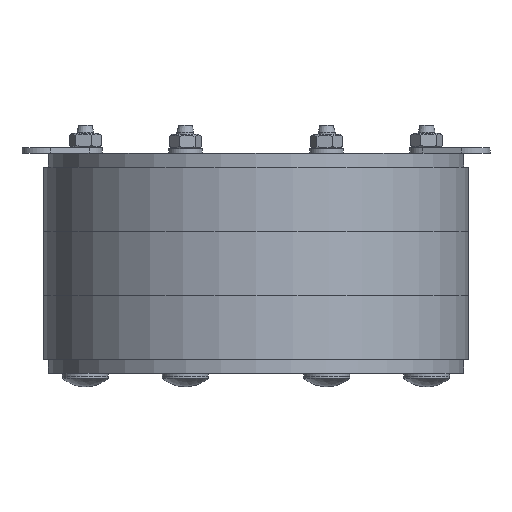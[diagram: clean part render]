
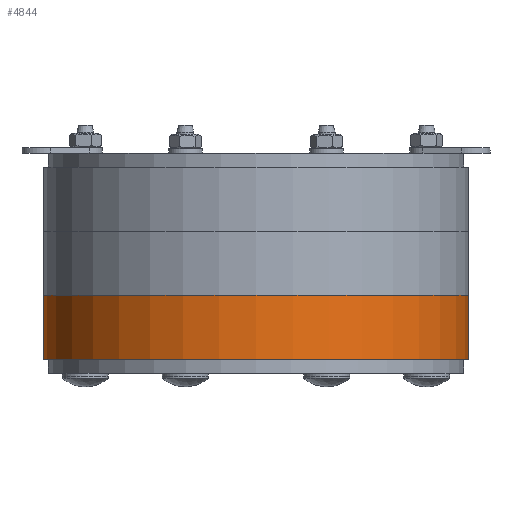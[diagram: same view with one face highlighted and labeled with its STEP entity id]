
A CAD part, front view. The second image highlights one B-rep face of the part: STEP entity #4844.
In plain terms, the highlighted cylindrical face has radius 76.25 mm (diameter 152.5 mm), a partial arc.
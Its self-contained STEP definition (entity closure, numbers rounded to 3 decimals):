
#553=FACE_OUTER_BOUND('',#845,.T.);
#845=EDGE_LOOP('',(#3813,#3814,#3815,#3816));
#1191=LINE('',#8113,#1585);
#1195=LINE('',#8122,#1589);
#1585=VECTOR('',#6587,10.);
#1589=VECTOR('',#6593,10.);
#1939=CIRCLE('',#5588,76.25);
#1950=CIRCLE('',#5605,76.25);
#2259=VERTEX_POINT('',#8111);
#2260=VERTEX_POINT('',#8112);
#2263=VERTEX_POINT('',#8120);
#2264=VERTEX_POINT('',#8121);
#2803=EDGE_CURVE('',#2259,#2260,#1191,.T.);
#2807=EDGE_CURVE('',#2263,#2264,#1195,.T.);
#2811=EDGE_CURVE('',#2263,#2260,#1939,.T.);
#2826=EDGE_CURVE('',#2264,#2259,#1950,.T.);
#3813=ORIENTED_EDGE('',*,*,#2807,.T.);
#3814=ORIENTED_EDGE('',*,*,#2826,.T.);
#3815=ORIENTED_EDGE('',*,*,#2803,.T.);
#3816=ORIENTED_EDGE('',*,*,#2811,.F.);
#4525=CYLINDRICAL_SURFACE('',#5604,76.25);
#4844=ADVANCED_FACE('',(#553),#4525,.T.);
#5588=AXIS2_PLACEMENT_3D('',#8129,#6599,#6600);
#5604=AXIS2_PLACEMENT_3D('',#8157,#6635,#6636);
#5605=AXIS2_PLACEMENT_3D('',#8158,#6637,#6638);
#6587=DIRECTION('',(0.,0.,1.));
#6593=DIRECTION('',(0.,0.,-1.));
#6599=DIRECTION('center_axis',(0.,0.,1.));
#6600=DIRECTION('ref_axis',(1.,0.,0.));
#6635=DIRECTION('center_axis',(0.,0.,1.));
#6636=DIRECTION('ref_axis',(1.,0.,0.));
#6637=DIRECTION('center_axis',(0.,0.,1.));
#6638=DIRECTION('ref_axis',(1.,0.,0.));
#8111=CARTESIAN_POINT('',(-76.25,0.,0.));
#8112=CARTESIAN_POINT('',(-76.25,0.,23.));
#8113=CARTESIAN_POINT('',(-76.25,0.,0.));
#8120=CARTESIAN_POINT('',(76.25,0.,23.));
#8121=CARTESIAN_POINT('',(76.25,0.,0.));
#8122=CARTESIAN_POINT('',(76.25,0.,0.));
#8129=CARTESIAN_POINT('Origin',(0.,0.,23.));
#8157=CARTESIAN_POINT('Origin',(0.,0.,0.));
#8158=CARTESIAN_POINT('Origin',(0.,0.,0.));
